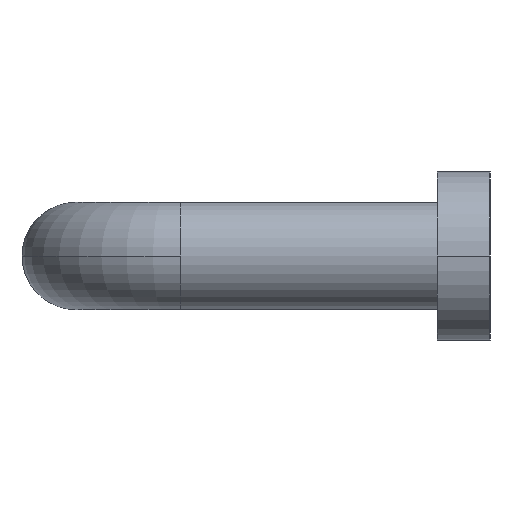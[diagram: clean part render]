
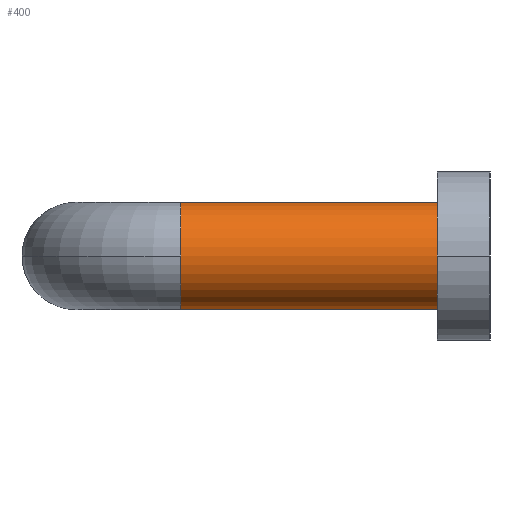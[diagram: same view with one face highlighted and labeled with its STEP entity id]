
A CAD part, left-side view. The second image highlights one B-rep face of the part: STEP entity #400.
In plain terms, the highlighted cylindrical face has radius 5.1 mm (diameter 10.2 mm), a partial arc.
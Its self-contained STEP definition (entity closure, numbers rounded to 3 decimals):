
#90 = CARTESIAN_POINT ( 'NONE',  ( -59.9, 0., -5.1 ) ) ;
#149 = DIRECTION ( 'NONE',  ( 0., 1., 0. ) ) ;
#218 = CIRCLE ( 'NONE', #1470, 5.1 ) ;
#268 = DIRECTION ( 'NONE',  ( 0., -1., 0. ) ) ;
#367 = EDGE_CURVE ( 'NONE', #927, #787, #218, .T. ) ;
#385 = AXIS2_PLACEMENT_3D ( 'NONE', #1950, #604, #1498 ) ;
#400 = ADVANCED_FACE ( 'NONE', ( #1653 ), #1973, .T. ) ;
#429 = DIRECTION ( 'NONE',  ( 0., 0., 1. ) ) ;
#479 = ORIENTED_EDGE ( 'NONE', *, *, #1935, .T. ) ;
#527 = EDGE_CURVE ( 'NONE', #723, #1027, #1648, .T. ) ;
#588 = CARTESIAN_POINT ( 'NONE',  ( -59.9, 25.4, 0. ) ) ;
#604 = DIRECTION ( 'NONE',  ( 0., 1., 0. ) ) ;
#624 = AXIS2_PLACEMENT_3D ( 'NONE', #588, #268, #1480 ) ;
#634 = ORIENTED_EDGE ( 'NONE', *, *, #1949, .F. ) ;
#664 = VERTEX_POINT ( 'NONE', #1889 ) ;
#679 = EDGE_CURVE ( 'NONE', #1027, #664, #780, .T. ) ;
#723 = VERTEX_POINT ( 'NONE', #1416 ) ;
#780 = CIRCLE ( 'NONE', #1481, 5.1 ) ;
#787 = VERTEX_POINT ( 'NONE', #90 ) ;
#854 = ORIENTED_EDGE ( 'NONE', *, *, #679, .T. ) ;
#874 = CARTESIAN_POINT ( 'NONE',  ( -59.9, 0., 5.1 ) ) ;
#897 = LINE ( 'NONE', #874, #1172 ) ;
#927 = VERTEX_POINT ( 'NONE', #1798 ) ;
#950 = DIRECTION ( 'NONE',  ( 0., 0., 1. ) ) ;
#1027 = VERTEX_POINT ( 'NONE', #1413 ) ;
#1172 = VECTOR ( 'NONE', #1952, 1000. ) ;
#1191 = ORIENTED_EDGE ( 'NONE', *, *, #367, .F. ) ;
#1239 = VECTOR ( 'NONE', #149, 1000. ) ;
#1279 = DIRECTION ( 'NONE',  ( 0., -1., 0. ) ) ;
#1351 = CARTESIAN_POINT ( 'NONE',  ( -59.9, 0., -5.1 ) ) ;
#1377 = EDGE_LOOP ( 'NONE', ( #634, #1191, #479, #1429, #854 ) ) ;
#1413 = CARTESIAN_POINT ( 'NONE',  ( -65., 25.4, 0. ) ) ;
#1416 = CARTESIAN_POINT ( 'NONE',  ( -59.9, 25.4, 5.1 ) ) ;
#1429 = ORIENTED_EDGE ( 'NONE', *, *, #527, .T. ) ;
#1470 = AXIS2_PLACEMENT_3D ( 'NONE', #1510, #1808, #429 ) ;
#1480 = DIRECTION ( 'NONE',  ( 0., 0., 1. ) ) ;
#1481 = AXIS2_PLACEMENT_3D ( 'NONE', #1584, #1279, #950 ) ;
#1498 = DIRECTION ( 'NONE',  ( 0., 0., 1. ) ) ;
#1510 = CARTESIAN_POINT ( 'NONE',  ( -59.9, 0., 0. ) ) ;
#1584 = CARTESIAN_POINT ( 'NONE',  ( -59.9, 25.4, 0. ) ) ;
#1648 = CIRCLE ( 'NONE', #624, 5.1 ) ;
#1653 = FACE_OUTER_BOUND ( 'NONE', #1377, .T. ) ;
#1797 = LINE ( 'NONE', #1351, #1239 ) ;
#1798 = CARTESIAN_POINT ( 'NONE',  ( -59.9, 0., 5.1 ) ) ;
#1808 = DIRECTION ( 'NONE',  ( 0., -1., 0. ) ) ;
#1889 = CARTESIAN_POINT ( 'NONE',  ( -59.9, 25.4, -5.1 ) ) ;
#1935 = EDGE_CURVE ( 'NONE', #927, #723, #897, .T. ) ;
#1949 = EDGE_CURVE ( 'NONE', #787, #664, #1797, .T. ) ;
#1950 = CARTESIAN_POINT ( 'NONE',  ( -59.9, 0., 0. ) ) ;
#1952 = DIRECTION ( 'NONE',  ( 0., 1., 0. ) ) ;
#1973 = CYLINDRICAL_SURFACE ( 'NONE', #385, 5.1 ) ;
